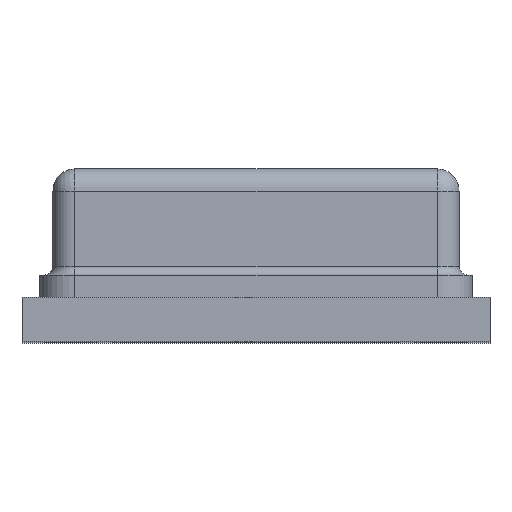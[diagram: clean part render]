
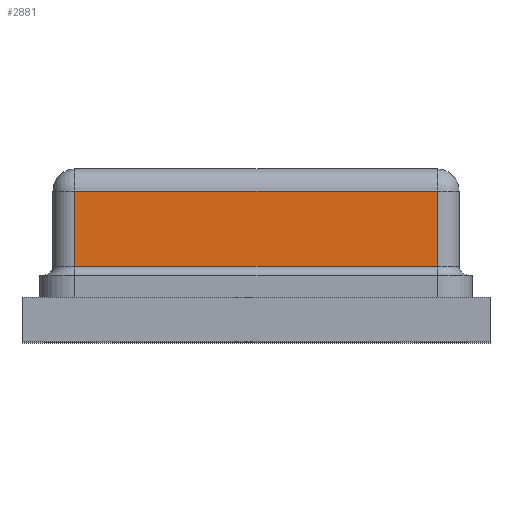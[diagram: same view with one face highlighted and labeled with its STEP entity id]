
A CAD part, top view. The second image highlights one B-rep face of the part: STEP entity #2881.
In plain terms, the highlighted planar face has unit normal (0, 0, 1).
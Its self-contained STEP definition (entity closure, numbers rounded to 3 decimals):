
#201 = EDGE_CURVE ( 'NONE', #2595, #3651, #3999, .T. ) ;
#218 = VECTOR ( 'NONE', #2333, 1000. ) ;
#232 = VECTOR ( 'NONE', #2898, 1000. ) ;
#479 = EDGE_CURVE ( 'NONE', #3192, #2595, #1661, .T. ) ;
#490 = DIRECTION ( 'NONE',  ( 1., 0., 0. ) ) ;
#592 = EDGE_CURVE ( 'NONE', #3192, #919, #2364, .T. ) ;
#814 = CARTESIAN_POINT ( 'NONE',  ( 1.025, 0.429, 1.575 ) ) ;
#919 = VERTEX_POINT ( 'NONE', #814 ) ;
#924 = ORIENTED_EDGE ( 'NONE', *, *, #3394, .T. ) ;
#1111 = CARTESIAN_POINT ( 'NONE',  ( -1.025, 5.86, 1.575 ) ) ;
#1428 = CARTESIAN_POINT ( 'NONE',  ( 1.025, 5.86, 1.575 ) ) ;
#1548 = VECTOR ( 'NONE', #3361, 1000. ) ;
#1612 = CARTESIAN_POINT ( 'NONE',  ( -1.025, 0.429, 1.575 ) ) ;
#1645 = EDGE_LOOP ( 'NONE', ( #3122, #924, #2869, #2020 ) ) ;
#1661 = LINE ( 'NONE', #3871, #232 ) ;
#2020 = ORIENTED_EDGE ( 'NONE', *, *, #479, .T. ) ;
#2134 = CARTESIAN_POINT ( 'NONE',  ( -1.025, 5.86, 1.575 ) ) ;
#2333 = DIRECTION ( 'NONE',  ( 0., -1., 0. ) ) ;
#2342 = AXIS2_PLACEMENT_3D ( 'NONE', #1111, #2353, #3285 ) ;
#2353 = DIRECTION ( 'NONE',  ( 0., 0., -1. ) ) ;
#2364 = LINE ( 'NONE', #1428, #218 ) ;
#2590 = CARTESIAN_POINT ( 'NONE',  ( -1.025, 0.855, 1.575 ) ) ;
#2595 = VERTEX_POINT ( 'NONE', #2590 ) ;
#2651 = PLANE ( 'NONE',  #2342 ) ;
#2869 = ORIENTED_EDGE ( 'NONE', *, *, #592, .F. ) ;
#2881 = ADVANCED_FACE ( 'NONE', ( #3883 ), #2651, .F. ) ;
#2898 = DIRECTION ( 'NONE',  ( -1., 0., 0. ) ) ;
#3111 = CARTESIAN_POINT ( 'NONE',  ( 1.025, 0.855, 1.575 ) ) ;
#3122 = ORIENTED_EDGE ( 'NONE', *, *, #201, .T. ) ;
#3192 = VERTEX_POINT ( 'NONE', #3111 ) ;
#3258 = CARTESIAN_POINT ( 'NONE',  ( 1.025, 0.429, 1.575 ) ) ;
#3285 = DIRECTION ( 'NONE',  ( -1., 0., 0. ) ) ;
#3361 = DIRECTION ( 'NONE',  ( 0., -1., 0. ) ) ;
#3394 = EDGE_CURVE ( 'NONE', #3651, #919, #3561, .T. ) ;
#3433 = VECTOR ( 'NONE', #490, 1000. ) ;
#3561 = LINE ( 'NONE', #3258, #3433 ) ;
#3651 = VERTEX_POINT ( 'NONE', #1612 ) ;
#3871 = CARTESIAN_POINT ( 'NONE',  ( -1.025, 0.855, 1.575 ) ) ;
#3883 = FACE_OUTER_BOUND ( 'NONE', #1645, .T. ) ;
#3999 = LINE ( 'NONE', #2134, #1548 ) ;
